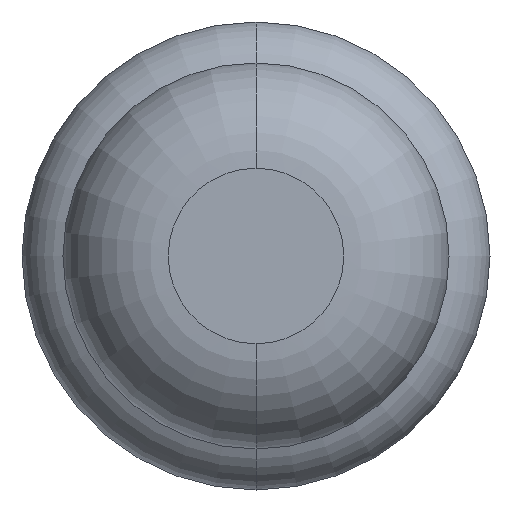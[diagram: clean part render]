
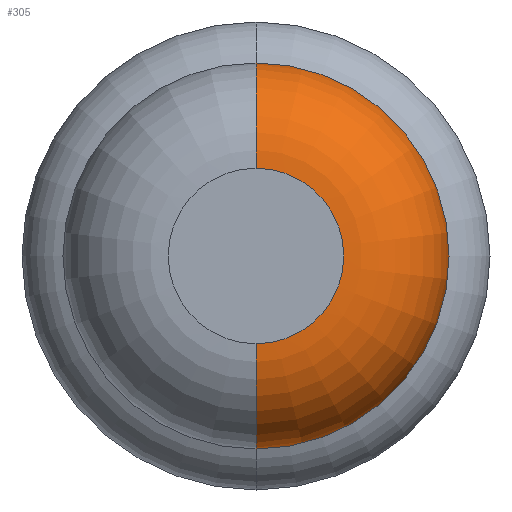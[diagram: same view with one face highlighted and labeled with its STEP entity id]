
A CAD part, front view. The second image highlights one B-rep face of the part: STEP entity #305.
In plain terms, the highlighted toroidal (fillet/blend) face has major radius 0.375 mm and minor radius 0.45 mm.
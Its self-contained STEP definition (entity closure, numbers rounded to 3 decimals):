
#29 = VERTEX_POINT ( 'NONE', #1157 ) ;
#63 = FACE_OUTER_BOUND ( 'NONE', #2100, .T. ) ;
#305 = ADVANCED_FACE ( 'Defeature ausgef�hrt1_7', ( #63 ), #3524, .T. ) ;
#378 = ORIENTED_EDGE ( 'NONE', *, *, #3549, .T. ) ;
#390 = DIRECTION ( 'NONE',  ( -1., 0., 0. ) ) ;
#460 = VERTEX_POINT ( 'NONE', #3074 ) ;
#470 = CARTESIAN_POINT ( 'NONE',  ( 0., -29., 0. ) ) ;
#592 = CARTESIAN_POINT ( 'NONE',  ( 0., -28.55, -0.375 ) ) ;
#635 = ORIENTED_EDGE ( 'NONE', *, *, #2628, .F. ) ;
#845 = EDGE_CURVE ( 'Defeature ausgef�hrt1_7+Defeature ausgef�hrt1_6+Defeature ausgef�hrt1_6+Defeature ausgef�hrt1_6', #460, #29, #1242, .T. ) ;
#948 = AXIS2_PLACEMENT_3D ( 'NONE', #1846, #1280, #2712 ) ;
#1023 = CARTESIAN_POINT ( 'NONE',  ( 0., -28.55, 0. ) ) ;
#1032 = DIRECTION ( 'NONE',  ( 0., 1., 0. ) ) ;
#1061 = DIRECTION ( 'NONE',  ( 0., 0., 1. ) ) ;
#1157 = CARTESIAN_POINT ( 'NONE',  ( 0., -29., -0.375 ) ) ;
#1160 = CARTESIAN_POINT ( 'NONE',  ( 0., -28.55, 0.825 ) ) ;
#1242 = CIRCLE ( 'NONE', #1952, 0.375 ) ;
#1280 = DIRECTION ( 'NONE',  ( 0., 1., 0. ) ) ;
#1341 = CIRCLE ( 'NONE', #2776, 0.45 ) ;
#1823 = CIRCLE ( 'NONE', #2843, 0.45 ) ;
#1846 = CARTESIAN_POINT ( 'NONE',  ( 0., -28.55, 0. ) ) ;
#1924 = VERTEX_POINT ( 'NONE', #1160 ) ;
#1952 = AXIS2_PLACEMENT_3D ( 'NONE', #470, #1032, #3330 ) ;
#2093 = CARTESIAN_POINT ( 'NONE',  ( 0., -28.55, 0.375 ) ) ;
#2100 = EDGE_LOOP ( 'NONE', ( #2139, #378, #3533, #635 ) ) ;
#2105 = DIRECTION ( 'NONE',  ( 0., 0., 1. ) ) ;
#2139 = ORIENTED_EDGE ( 'NONE', *, *, #845, .T. ) ;
#2143 = VERTEX_POINT ( 'NONE', #3274 ) ;
#2536 = AXIS2_PLACEMENT_3D ( 'NONE', #1023, #3010, #1061 ) ;
#2599 = DIRECTION ( 'NONE',  ( 0., 0., -1. ) ) ;
#2628 = EDGE_CURVE ( 'NONE', #460, #1924, #1823, .T. ) ;
#2709 = EDGE_CURVE ( 'Defeature ausgef�hrt1_8+Defeature ausgef�hrt1_7+Defeature ausgef�hrt1_7+Defeature ausgef�hrt1_7', #1924, #2143, #3522, .T. ) ;
#2712 = DIRECTION ( 'NONE',  ( 0., 0., 1. ) ) ;
#2776 = AXIS2_PLACEMENT_3D ( 'NONE', #592, #2891, #2599 ) ;
#2843 = AXIS2_PLACEMENT_3D ( 'NONE', #2093, #390, #2105 ) ;
#2891 = DIRECTION ( 'NONE',  ( 1., 0., 0. ) ) ;
#3010 = DIRECTION ( 'NONE',  ( 0., 1., 0. ) ) ;
#3074 = CARTESIAN_POINT ( 'NONE',  ( 0., -29., 0.375 ) ) ;
#3274 = CARTESIAN_POINT ( 'NONE',  ( 0., -28.55, -0.825 ) ) ;
#3330 = DIRECTION ( 'NONE',  ( 0., 0., 1. ) ) ;
#3522 = CIRCLE ( 'NONE', #948, 0.825 ) ;
#3524 = TOROIDAL_SURFACE ( 'NONE', #2536, 0.375, 0.45 ) ;
#3533 = ORIENTED_EDGE ( 'NONE', *, *, #2709, .F. ) ;
#3549 = EDGE_CURVE ( 'NONE', #29, #2143, #1341, .T. ) ;
